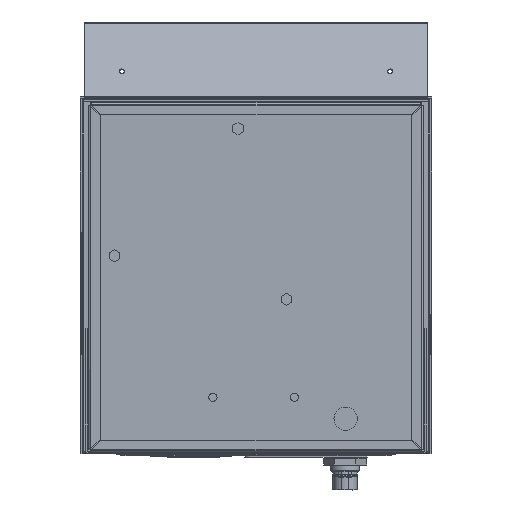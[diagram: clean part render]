
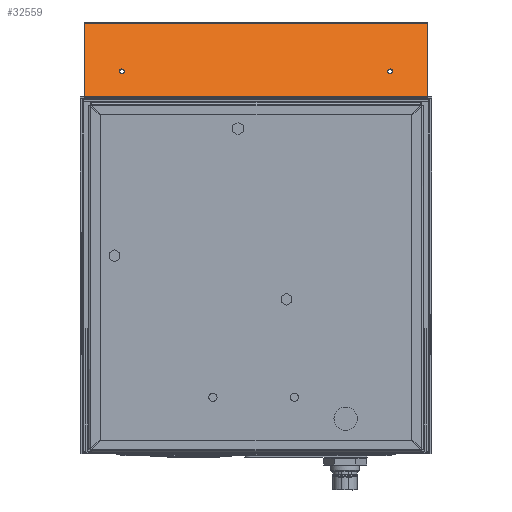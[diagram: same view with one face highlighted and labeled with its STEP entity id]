
A CAD part, front view. The second image highlights one B-rep face of the part: STEP entity #32559.
In plain terms, the highlighted planar face has unit normal (0, -0.866, 0.5).
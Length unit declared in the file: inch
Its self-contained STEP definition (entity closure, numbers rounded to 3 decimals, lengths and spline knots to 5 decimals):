
#640 = VERTEX_POINT ( 'NONE', #41212 ) ;
#763 = AXIS2_PLACEMENT_3D ( 'NONE', #30393, #53969, #29745 ) ;
#1536 = CARTESIAN_POINT ( 'NONE',  ( 5.80709, 9.58233, 8.57679 ) ) ;
#1805 = DIRECTION ( 'NONE',  ( 0., -0.866, 0.5 ) ) ;
#2012 = EDGE_LOOP ( 'NONE', ( #50868, #28698, #54570, #22818 ) ) ;
#2093 = LINE ( 'NONE', #35579, #55705 ) ;
#2809 = AXIS2_PLACEMENT_3D ( 'NONE', #14160, #13216, #32651 ) ;
#3727 = CARTESIAN_POINT ( 'NONE',  ( 4.54032, 8.60379, 6.88196 ) ) ;
#3957 = FACE_OUTER_BOUND ( 'NONE', #2012, .T. ) ;
#5535 = CARTESIAN_POINT ( 'NONE',  ( -5.80709, 8.15199, 6.09944 ) ) ;
#6325 = EDGE_CURVE ( 'NONE', #52221, #62911, #51309, .T. ) ;
#7649 = CARTESIAN_POINT ( 'NONE',  ( -5.80709, 9.59128, 8.59229 ) ) ;
#8014 = EDGE_CURVE ( 'NONE', #58161, #640, #31602, .T. ) ;
#13216 = DIRECTION ( 'NONE',  ( 0., 0.866, -0.5 ) ) ;
#14160 = CARTESIAN_POINT ( 'NONE',  ( -5.80709, 9.59128, 8.59229 ) ) ;
#14442 = VERTEX_POINT ( 'NONE', #3727 ) ;
#15239 = EDGE_CURVE ( 'NONE', #640, #58161, #55743, .T. ) ;
#15670 = VERTEX_POINT ( 'NONE', #1536 ) ;
#17251 = EDGE_CURVE ( 'NONE', #39585, #14442, #55976, .T. ) ;
#18527 = EDGE_LOOP ( 'NONE', ( #36013, #53097 ) ) ;
#19135 = VECTOR ( 'NONE', #39219, 39.37008 ) ;
#19423 = EDGE_CURVE ( 'NONE', #14442, #39585, #25875, .T. ) ;
#22770 = PLANE ( 'NONE',  #2809 ) ;
#22818 = ORIENTED_EDGE ( 'NONE', *, *, #32423, .T. ) ;
#23672 = EDGE_LOOP ( 'NONE', ( #39115, #46284 ) ) ;
#24889 = CARTESIAN_POINT ( 'NONE',  ( -5.80709, 9.58233, 8.57679 ) ) ;
#25691 = CARTESIAN_POINT ( 'NONE',  ( -5.80709, 9.58233, 8.57679 ) ) ;
#25875 = CIRCLE ( 'NONE', #61479, 0.08268 ) ;
#26635 = EDGE_CURVE ( 'NONE', #62911, #15670, #29976, .T. ) ;
#28698 = ORIENTED_EDGE ( 'NONE', *, *, #26635, .F. ) ;
#29745 = DIRECTION ( 'NONE',  ( 0., 0.5, 0.866 ) ) ;
#29976 = LINE ( 'NONE', #24889, #19135 ) ;
#30393 = CARTESIAN_POINT ( 'NONE',  ( -4.54032, 8.64513, 6.95356 ) ) ;
#31418 = VECTOR ( 'NONE', #34034, 39.37008 ) ;
#31602 = CIRCLE ( 'NONE', #47880, 0.08268 ) ;
#32135 = DIRECTION ( 'NONE',  ( 0., 0.5, 0.866 ) ) ;
#32423 = EDGE_CURVE ( 'NONE', #52221, #35533, #2093, .T. ) ;
#32559 = ADVANCED_FACE ( 'NONE', ( #3957, #47933, #42528 ), #22770, .F. ) ;
#32651 = DIRECTION ( 'NONE',  ( -1., 0., 0. ) ) ;
#33926 = CARTESIAN_POINT ( 'NONE',  ( 4.54032, 8.68647, 7.02516 ) ) ;
#34034 = DIRECTION ( 'NONE',  ( 0., 0.5, 0.866 ) ) ;
#34947 = CARTESIAN_POINT ( 'NONE',  ( 4.54032, 8.64513, 6.95356 ) ) ;
#35533 = VERTEX_POINT ( 'NONE', #44373 ) ;
#35579 = CARTESIAN_POINT ( 'NONE',  ( -5.80709, 8.15199, 6.09944 ) ) ;
#35607 = DIRECTION ( 'NONE',  ( 0., 0.5, 0.866 ) ) ;
#36013 = ORIENTED_EDGE ( 'NONE', *, *, #17251, .F. ) ;
#37849 = CARTESIAN_POINT ( 'NONE',  ( 4.54032, 8.64513, 6.95356 ) ) ;
#38161 = DIRECTION ( 'NONE',  ( 0., -0.866, 0.5 ) ) ;
#38522 = LINE ( 'NONE', #53474, #31418 ) ;
#39115 = ORIENTED_EDGE ( 'NONE', *, *, #8014, .F. ) ;
#39219 = DIRECTION ( 'NONE',  ( 1., 0., 0. ) ) ;
#39585 = VERTEX_POINT ( 'NONE', #33926 ) ;
#39933 = CARTESIAN_POINT ( 'NONE',  ( -4.54032, 8.64513, 6.95356 ) ) ;
#40343 = DIRECTION ( 'NONE',  ( 1., 0., 0. ) ) ;
#41212 = CARTESIAN_POINT ( 'NONE',  ( -4.54032, 8.60379, 6.88196 ) ) ;
#42155 = VECTOR ( 'NONE', #47441, 39.37008 ) ;
#42528 = FACE_BOUND ( 'NONE', #18527, .T. ) ;
#44373 = CARTESIAN_POINT ( 'NONE',  ( 5.80709, 8.15199, 6.09944 ) ) ;
#46284 = ORIENTED_EDGE ( 'NONE', *, *, #15239, .F. ) ;
#47441 = DIRECTION ( 'NONE',  ( 0., 0.5, 0.866 ) ) ;
#47880 = AXIS2_PLACEMENT_3D ( 'NONE', #39933, #49494, #59357 ) ;
#47933 = FACE_BOUND ( 'NONE', #23672, .T. ) ;
#49494 = DIRECTION ( 'NONE',  ( 0., -0.866, 0.5 ) ) ;
#50868 = ORIENTED_EDGE ( 'NONE', *, *, #61172, .T. ) ;
#51309 = LINE ( 'NONE', #7649, #42155 ) ;
#52221 = VERTEX_POINT ( 'NONE', #5535 ) ;
#52885 = AXIS2_PLACEMENT_3D ( 'NONE', #34947, #1805, #35607 ) ;
#53097 = ORIENTED_EDGE ( 'NONE', *, *, #19423, .F. ) ;
#53474 = CARTESIAN_POINT ( 'NONE',  ( 5.80709, 9.59128, 8.59229 ) ) ;
#53969 = DIRECTION ( 'NONE',  ( 0., -0.866, 0.5 ) ) ;
#54570 = ORIENTED_EDGE ( 'NONE', *, *, #6325, .F. ) ;
#55705 = VECTOR ( 'NONE', #40343, 39.37008 ) ;
#55743 = CIRCLE ( 'NONE', #763, 0.08268 ) ;
#55976 = CIRCLE ( 'NONE', #52885, 0.08268 ) ;
#58161 = VERTEX_POINT ( 'NONE', #61276 ) ;
#59357 = DIRECTION ( 'NONE',  ( 0., 0.5, 0.866 ) ) ;
#61172 = EDGE_CURVE ( 'NONE', #35533, #15670, #38522, .T. ) ;
#61276 = CARTESIAN_POINT ( 'NONE',  ( -4.54032, 8.68647, 7.02516 ) ) ;
#61479 = AXIS2_PLACEMENT_3D ( 'NONE', #37849, #38161, #32135 ) ;
#62911 = VERTEX_POINT ( 'NONE', #25691 ) ;
